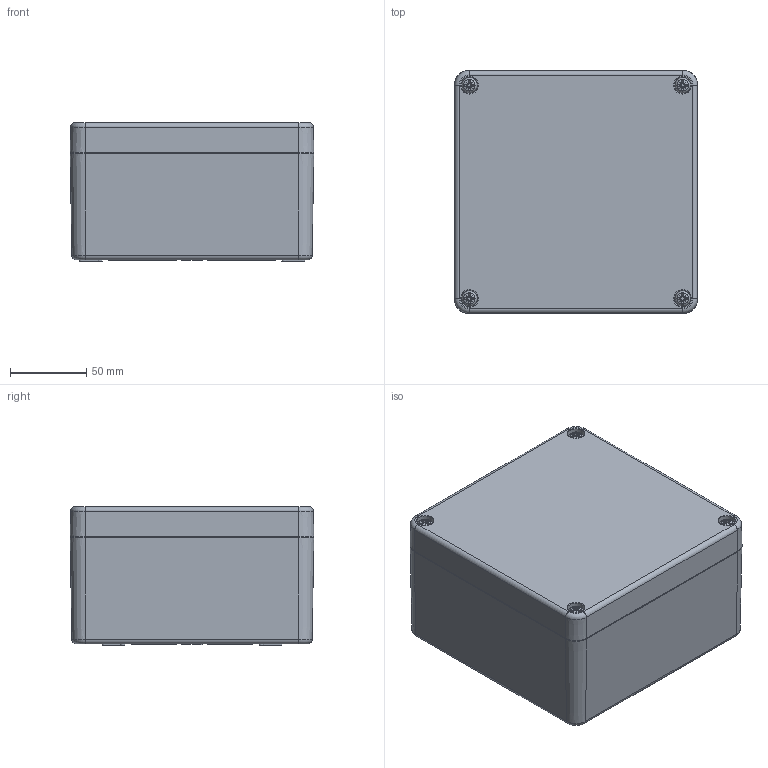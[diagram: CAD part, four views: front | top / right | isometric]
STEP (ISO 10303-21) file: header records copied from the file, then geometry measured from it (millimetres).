
FILE_DESCRIPTION((''),'2;1');
FILE_NAME('0201101200-MBP_161690_VE.stp','2014-05-16T12:28:06',('robin.rentz'),(''),'Autodesk Inventor 2012','Autodesk Inventor 2012','');
FILE_SCHEMA(('AUTOMOTIVE_DESIGN { 1 0 10303 214 1 1 1 1 }'));
Length unit declared in the file: millimetre
Products named in the file (5): 0201101200-MBP_161690_VE; 0201101200-UT_161690_VE; 0201101200-OT_161690_VE; Schraube BM 6x30; xxx-O-Ring-MBP_161690
Assembly tree (7 placements, depth 2):
  0201101200-MBP_161690_VE
    0201101200-UT_161690_VE
    0201101200-OT_161690_VE
    Schraube BM 6x30  x4
    xxx-O-Ring-MBP_161690
Bounding box: 159.99 x 159.99 x 91 mm (x, y, z)
Volume: 710298.1 mm3; surface area: 230063.1 mm2
Topology: 7 solids, 7 shells, 1321 faces, 3260 edges, 2014 vertices
Faces by surface type: plane 473, cylinder 284, torus 220, bspline 204, cone 136, sphere 4
Full cylindrical faces by diameter (mm): 4.917 x4, 5 x4, 6 x4, 6.5 x4, 7.5 x4, 8 x4, 10 x8, 11 x4, 12 x4
Entity records: 36400 total; most frequent: CARTESIAN_POINT 9465, ORIENTED_EDGE 5620, DIRECTION 5264, EDGE_CURVE 2810, AXIS2_PLACEMENT_3D 1895, VERTEX_POINT 1788, VECTOR 1474, LINE 1474
